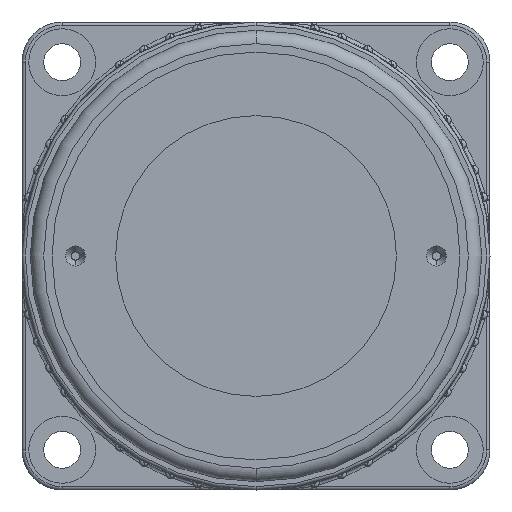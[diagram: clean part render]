
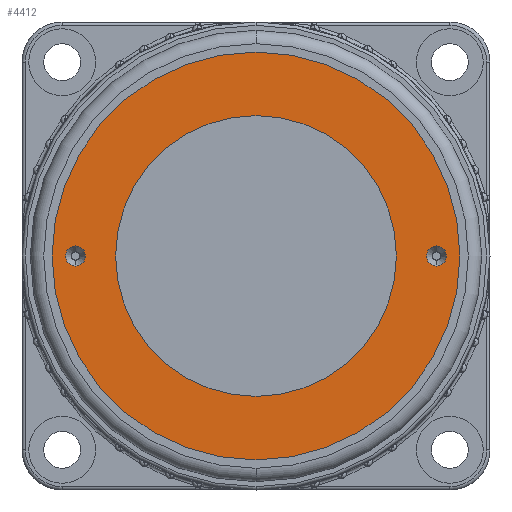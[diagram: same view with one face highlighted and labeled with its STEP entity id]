
A CAD part, left-side view. The second image highlights one B-rep face of the part: STEP entity #4412.
In plain terms, the highlighted planar face has unit normal (-1, 0, 0).
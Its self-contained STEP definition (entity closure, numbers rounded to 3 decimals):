
#194 = AXIS2_PLACEMENT_3D ( 'NONE', #991, #7216, #1940 ) ;
#230 = CIRCLE ( 'NONE', #7994, 1.5 ) ;
#287 = AXIS2_PLACEMENT_3D ( 'NONE', #4656, #9314, #3133 ) ;
#614 = VERTEX_POINT ( 'NONE', #10307 ) ;
#842 = CARTESIAN_POINT ( 'NONE',  ( -72.3, -27., -1.5 ) ) ;
#851 = CIRCLE ( 'NONE', #287, 21. ) ;
#891 = EDGE_CURVE ( 'NONE', #5648, #8549, #851, .T. ) ;
#943 = EDGE_CURVE ( 'NONE', #5439, #5605, #230, .T. ) ;
#991 = CARTESIAN_POINT ( 'NONE',  ( -72.3, 27., 0. ) ) ;
#1172 = PLANE ( 'NONE',  #8051 ) ;
#1287 = CARTESIAN_POINT ( 'NONE',  ( -72.3, -27., 0. ) ) ;
#1592 = CARTESIAN_POINT ( 'NONE',  ( -72.3, 0., 0. ) ) ;
#1630 = EDGE_CURVE ( 'NONE', #614, #10545, #6339, .T. ) ;
#1702 = EDGE_LOOP ( 'NONE', ( #9786, #6948 ) ) ;
#1705 = CARTESIAN_POINT ( 'NONE',  ( -72.3, 0., -21. ) ) ;
#1940 = DIRECTION ( 'NONE',  ( 0., 0., 1. ) ) ;
#1998 = FACE_OUTER_BOUND ( 'NONE', #5418, .T. ) ;
#2050 = AXIS2_PLACEMENT_3D ( 'NONE', #2303, #8403, #3266 ) ;
#2237 = DIRECTION ( 'NONE',  ( 0., 0., 1. ) ) ;
#2303 = CARTESIAN_POINT ( 'NONE',  ( -72.3, 0., 0. ) ) ;
#2463 = DIRECTION ( 'NONE',  ( -1., 0., 0. ) ) ;
#2529 = DIRECTION ( 'NONE',  ( 0., 0., 1. ) ) ;
#2546 = EDGE_CURVE ( 'NONE', #7343, #3336, #4885, .T. ) ;
#2988 = ORIENTED_EDGE ( 'NONE', *, *, #891, .F. ) ;
#3133 = DIRECTION ( 'NONE',  ( 0., 0., 1. ) ) ;
#3266 = DIRECTION ( 'NONE',  ( 0., 0., 1. ) ) ;
#3301 = DIRECTION ( 'NONE',  ( -1., 0., 0. ) ) ;
#3336 = VERTEX_POINT ( 'NONE', #6752 ) ;
#3341 = ORIENTED_EDGE ( 'NONE', *, *, #3620, .T. ) ;
#3360 = ORIENTED_EDGE ( 'NONE', *, *, #7936, .F. ) ;
#3620 = EDGE_CURVE ( 'NONE', #3336, #7343, #3859, .T. ) ;
#3673 = EDGE_CURVE ( 'NONE', #10545, #614, #7527, .T. ) ;
#3859 = CIRCLE ( 'NONE', #2050, 30.5 ) ;
#4038 = CARTESIAN_POINT ( 'NONE',  ( -72.3, 0., 0. ) ) ;
#4074 = DIRECTION ( 'NONE',  ( 0., 0., 1. ) ) ;
#4412 = ADVANCED_FACE ( 'NONE', ( #11132, #4547, #6699, #1998 ), #1172, .T. ) ;
#4421 = CARTESIAN_POINT ( 'NONE',  ( -72.3, 0., 0. ) ) ;
#4547 = FACE_BOUND ( 'NONE', #5908, .T. ) ;
#4656 = CARTESIAN_POINT ( 'NONE',  ( -72.3, 0., 0. ) ) ;
#4885 = CIRCLE ( 'NONE', #7829, 30.5 ) ;
#5125 = AXIS2_PLACEMENT_3D ( 'NONE', #7690, #2463, #8556 ) ;
#5239 = DIRECTION ( 'NONE',  ( 0., 0., 1. ) ) ;
#5418 = EDGE_LOOP ( 'NONE', ( #3341, #9746 ) ) ;
#5439 = VERTEX_POINT ( 'NONE', #842 ) ;
#5457 = AXIS2_PLACEMENT_3D ( 'NONE', #1287, #7492, #2237 ) ;
#5605 = VERTEX_POINT ( 'NONE', #9536 ) ;
#5648 = VERTEX_POINT ( 'NONE', #1705 ) ;
#5908 = EDGE_LOOP ( 'NONE', ( #3360, #6611 ) ) ;
#6332 = EDGE_LOOP ( 'NONE', ( #6817, #2988 ) ) ;
#6339 = CIRCLE ( 'NONE', #194, 1.5 ) ;
#6611 = ORIENTED_EDGE ( 'NONE', *, *, #943, .F. ) ;
#6699 = FACE_BOUND ( 'NONE', #6332, .T. ) ;
#6752 = CARTESIAN_POINT ( 'NONE',  ( -72.3, 0., 30.5 ) ) ;
#6817 = ORIENTED_EDGE ( 'NONE', *, *, #9889, .F. ) ;
#6948 = ORIENTED_EDGE ( 'NONE', *, *, #1630, .F. ) ;
#7216 = DIRECTION ( 'NONE',  ( -1., 0., 0. ) ) ;
#7343 = VERTEX_POINT ( 'NONE', #9367 ) ;
#7492 = DIRECTION ( 'NONE',  ( -1., 0., 0. ) ) ;
#7510 = CIRCLE ( 'NONE', #9316, 21. ) ;
#7527 = CIRCLE ( 'NONE', #5125, 1.5 ) ;
#7690 = CARTESIAN_POINT ( 'NONE',  ( -72.3, 27., 0. ) ) ;
#7756 = DIRECTION ( 'NONE',  ( -1., 0., 0. ) ) ;
#7829 = AXIS2_PLACEMENT_3D ( 'NONE', #4421, #10260, #5239 ) ;
#7936 = EDGE_CURVE ( 'NONE', #5605, #5439, #8038, .T. ) ;
#7994 = AXIS2_PLACEMENT_3D ( 'NONE', #8445, #3301, #9284 ) ;
#8038 = CIRCLE ( 'NONE', #5457, 1.5 ) ;
#8051 = AXIS2_PLACEMENT_3D ( 'NONE', #4038, #9112, #4074 ) ;
#8403 = DIRECTION ( 'NONE',  ( -1., 0., 0. ) ) ;
#8445 = CARTESIAN_POINT ( 'NONE',  ( -72.3, -27., 0. ) ) ;
#8549 = VERTEX_POINT ( 'NONE', #11223 ) ;
#8556 = DIRECTION ( 'NONE',  ( 0., 0., 1. ) ) ;
#9112 = DIRECTION ( 'NONE',  ( -1., 0., 0. ) ) ;
#9284 = DIRECTION ( 'NONE',  ( 0., 0., 1. ) ) ;
#9314 = DIRECTION ( 'NONE',  ( -1., 0., 0. ) ) ;
#9316 = AXIS2_PLACEMENT_3D ( 'NONE', #1592, #7756, #2529 ) ;
#9367 = CARTESIAN_POINT ( 'NONE',  ( -72.3, 0., -30.5 ) ) ;
#9536 = CARTESIAN_POINT ( 'NONE',  ( -72.3, -27., 1.5 ) ) ;
#9746 = ORIENTED_EDGE ( 'NONE', *, *, #2546, .T. ) ;
#9786 = ORIENTED_EDGE ( 'NONE', *, *, #3673, .F. ) ;
#9889 = EDGE_CURVE ( 'NONE', #8549, #5648, #7510, .T. ) ;
#10260 = DIRECTION ( 'NONE',  ( -1., 0., 0. ) ) ;
#10307 = CARTESIAN_POINT ( 'NONE',  ( -72.3, 27., -1.5 ) ) ;
#10375 = CARTESIAN_POINT ( 'NONE',  ( -72.3, 27., 1.5 ) ) ;
#10545 = VERTEX_POINT ( 'NONE', #10375 ) ;
#11132 = FACE_BOUND ( 'NONE', #1702, .T. ) ;
#11223 = CARTESIAN_POINT ( 'NONE',  ( -72.3, 0., 21. ) ) ;
